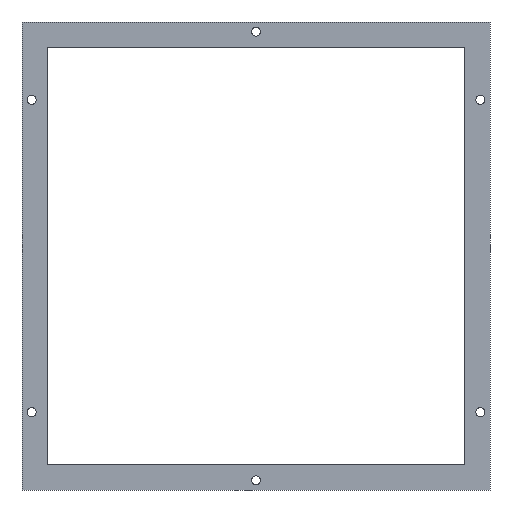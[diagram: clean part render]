
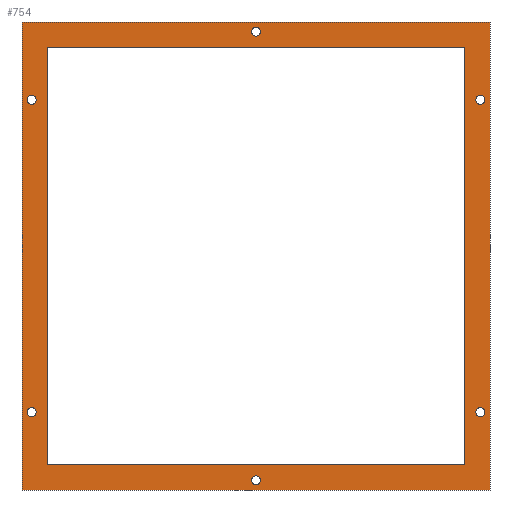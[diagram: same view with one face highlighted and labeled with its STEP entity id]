
A CAD part, front view. The second image highlights one B-rep face of the part: STEP entity #754.
In plain terms, the highlighted planar face has unit normal (0, -1, 0).
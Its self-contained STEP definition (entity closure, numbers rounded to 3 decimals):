
#217=DIRECTION('',(0.,0.,1.));
#218=VECTOR('',#217,359.8);
#219=CARTESIAN_POINT('',(-179.9,0.,-179.9));
#220=LINE('',#219,#218);
#221=DIRECTION('',(1.,0.,0.));
#222=VECTOR('',#221,359.8);
#223=CARTESIAN_POINT('',(-179.9,0.,179.9));
#224=LINE('',#223,#222);
#225=DIRECTION('',(0.,0.,-1.));
#226=VECTOR('',#225,359.8);
#227=CARTESIAN_POINT('',(179.9,0.,179.9));
#228=LINE('',#227,#226);
#229=DIRECTION('',(-1.,0.,0.));
#230=VECTOR('',#229,359.8);
#231=CARTESIAN_POINT('',(179.9,0.,-179.9));
#232=LINE('',#231,#230);
#233=DIRECTION('',(0.,0.,1.));
#234=VECTOR('',#233,321.);
#235=CARTESIAN_POINT('',(-160.5,0.,-160.5));
#236=LINE('',#235,#234);
#237=DIRECTION('',(-1.,0.,0.));
#238=VECTOR('',#237,321.);
#239=CARTESIAN_POINT('',(160.5,0.,-160.5));
#240=LINE('',#239,#238);
#241=DIRECTION('',(0.,0.,-1.));
#242=VECTOR('',#241,321.);
#243=CARTESIAN_POINT('',(160.5,0.,160.5));
#244=LINE('',#243,#242);
#245=DIRECTION('',(1.,0.,0.));
#246=VECTOR('',#245,321.);
#247=CARTESIAN_POINT('',(-160.5,0.,160.5));
#248=LINE('',#247,#246);
#249=CARTESIAN_POINT('',(0.,0.,-172.5));
#250=DIRECTION('',(0.,1.,0.));
#251=DIRECTION('',(1.,0.,0.));
#252=AXIS2_PLACEMENT_3D('',#249,#250,#251);
#254=CARTESIAN_POINT('',(0.,0.,-172.5));
#255=DIRECTION('',(0.,1.,0.));
#256=DIRECTION('',(-1.,0.,0.));
#257=AXIS2_PLACEMENT_3D('',#254,#255,#256);
#259=CARTESIAN_POINT('',(-172.5,0.,-120.));
#260=DIRECTION('',(0.,1.,0.));
#261=DIRECTION('',(1.,0.,0.));
#262=AXIS2_PLACEMENT_3D('',#259,#260,#261);
#264=CARTESIAN_POINT('',(-172.5,0.,-120.));
#265=DIRECTION('',(0.,1.,0.));
#266=DIRECTION('',(-1.,0.,0.));
#267=AXIS2_PLACEMENT_3D('',#264,#265,#266);
#269=CARTESIAN_POINT('',(172.5,0.,-120.));
#270=DIRECTION('',(0.,1.,0.));
#271=DIRECTION('',(1.,0.,0.));
#272=AXIS2_PLACEMENT_3D('',#269,#270,#271);
#274=CARTESIAN_POINT('',(172.5,0.,-120.));
#275=DIRECTION('',(0.,1.,0.));
#276=DIRECTION('',(-1.,0.,0.));
#277=AXIS2_PLACEMENT_3D('',#274,#275,#276);
#279=CARTESIAN_POINT('',(0.,0.,172.5));
#280=DIRECTION('',(0.,-1.,0.));
#281=DIRECTION('',(1.,0.,0.));
#282=AXIS2_PLACEMENT_3D('',#279,#280,#281);
#284=CARTESIAN_POINT('',(0.,0.,172.5));
#285=DIRECTION('',(0.,-1.,0.));
#286=DIRECTION('',(-1.,0.,0.));
#287=AXIS2_PLACEMENT_3D('',#284,#285,#286);
#289=CARTESIAN_POINT('',(-172.5,0.,120.));
#290=DIRECTION('',(0.,-1.,0.));
#291=DIRECTION('',(1.,0.,0.));
#292=AXIS2_PLACEMENT_3D('',#289,#290,#291);
#294=CARTESIAN_POINT('',(-172.5,0.,120.));
#295=DIRECTION('',(0.,-1.,0.));
#296=DIRECTION('',(-1.,0.,0.));
#297=AXIS2_PLACEMENT_3D('',#294,#295,#296);
#299=CARTESIAN_POINT('',(172.5,0.,120.));
#300=DIRECTION('',(0.,-1.,0.));
#301=DIRECTION('',(1.,0.,0.));
#302=AXIS2_PLACEMENT_3D('',#299,#300,#301);
#304=CARTESIAN_POINT('',(172.5,0.,120.));
#305=DIRECTION('',(0.,-1.,0.));
#306=DIRECTION('',(-1.,0.,0.));
#307=AXIS2_PLACEMENT_3D('',#304,#305,#306);
#589=CARTESIAN_POINT('',(-179.9,0.,-179.9));
#590=CARTESIAN_POINT('',(-179.9,0.,179.9));
#591=VERTEX_POINT('',#589);
#592=VERTEX_POINT('',#590);
#593=CARTESIAN_POINT('',(179.9,0.,179.9));
#594=VERTEX_POINT('',#593);
#595=CARTESIAN_POINT('',(179.9,0.,-179.9));
#596=VERTEX_POINT('',#595);
#605=CARTESIAN_POINT('',(-160.5,0.,-160.5));
#606=CARTESIAN_POINT('',(-160.5,0.,160.5));
#607=VERTEX_POINT('',#605);
#608=VERTEX_POINT('',#606);
#609=CARTESIAN_POINT('',(160.5,0.,160.5));
#610=VERTEX_POINT('',#609);
#611=CARTESIAN_POINT('',(160.5,0.,-160.5));
#612=VERTEX_POINT('',#611);
#621=CARTESIAN_POINT('',(3.5,0.,-172.5));
#622=CARTESIAN_POINT('',(-3.5,0.,-172.5));
#623=VERTEX_POINT('',#621);
#624=VERTEX_POINT('',#622);
#625=CARTESIAN_POINT('',(-169.,0.,-120.));
#626=CARTESIAN_POINT('',(-176.,0.,-120.));
#627=VERTEX_POINT('',#625);
#628=VERTEX_POINT('',#626);
#629=CARTESIAN_POINT('',(176.,0.,-120.));
#630=CARTESIAN_POINT('',(169.,0.,-120.));
#631=VERTEX_POINT('',#629);
#632=VERTEX_POINT('',#630);
#657=CARTESIAN_POINT('',(3.5,0.,172.5));
#658=CARTESIAN_POINT('',(-3.5,0.,172.5));
#659=VERTEX_POINT('',#657);
#660=VERTEX_POINT('',#658);
#661=CARTESIAN_POINT('',(-169.,0.,120.));
#662=CARTESIAN_POINT('',(-176.,0.,120.));
#663=VERTEX_POINT('',#661);
#664=VERTEX_POINT('',#662);
#665=CARTESIAN_POINT('',(176.,0.,120.));
#666=CARTESIAN_POINT('',(169.,0.,120.));
#667=VERTEX_POINT('',#665);
#668=VERTEX_POINT('',#666);
#693=CARTESIAN_POINT('',(0.,0.,0.));
#694=DIRECTION('',(0.,1.,0.));
#695=DIRECTION('',(1.,0.,0.));
#696=AXIS2_PLACEMENT_3D('',#693,#694,#695);
#697=PLANE('',#696);
#699=ORIENTED_EDGE('',*,*,#698,.T.);
#701=ORIENTED_EDGE('',*,*,#700,.T.);
#703=ORIENTED_EDGE('',*,*,#702,.T.);
#705=ORIENTED_EDGE('',*,*,#704,.T.);
#706=EDGE_LOOP('',(#699,#701,#703,#705));
#707=FACE_OUTER_BOUND('',#706,.F.);
#709=ORIENTED_EDGE('',*,*,#708,.F.);
#711=ORIENTED_EDGE('',*,*,#710,.F.);
#713=ORIENTED_EDGE('',*,*,#712,.F.);
#715=ORIENTED_EDGE('',*,*,#714,.F.);
#716=EDGE_LOOP('',(#709,#711,#713,#715));
#717=FACE_BOUND('',#716,.F.);
#719=ORIENTED_EDGE('',*,*,#718,.F.);
#721=ORIENTED_EDGE('',*,*,#720,.F.);
#722=EDGE_LOOP('',(#719,#721));
#723=FACE_BOUND('',#722,.F.);
#725=ORIENTED_EDGE('',*,*,#724,.F.);
#727=ORIENTED_EDGE('',*,*,#726,.F.);
#728=EDGE_LOOP('',(#725,#727));
#729=FACE_BOUND('',#728,.F.);
#731=ORIENTED_EDGE('',*,*,#730,.F.);
#733=ORIENTED_EDGE('',*,*,#732,.F.);
#734=EDGE_LOOP('',(#731,#733));
#735=FACE_BOUND('',#734,.F.);
#737=ORIENTED_EDGE('',*,*,#736,.T.);
#739=ORIENTED_EDGE('',*,*,#738,.T.);
#740=EDGE_LOOP('',(#737,#739));
#741=FACE_BOUND('',#740,.F.);
#743=ORIENTED_EDGE('',*,*,#742,.T.);
#745=ORIENTED_EDGE('',*,*,#744,.T.);
#746=EDGE_LOOP('',(#743,#745));
#747=FACE_BOUND('',#746,.F.);
#749=ORIENTED_EDGE('',*,*,#748,.T.);
#751=ORIENTED_EDGE('',*,*,#750,.T.);
#752=EDGE_LOOP('',(#749,#751));
#753=FACE_BOUND('',#752,.F.);
#253=CIRCLE('',#252,3.5);
#258=CIRCLE('',#257,3.5);
#263=CIRCLE('',#262,3.5);
#268=CIRCLE('',#267,3.5);
#273=CIRCLE('',#272,3.5);
#278=CIRCLE('',#277,3.5);
#283=CIRCLE('',#282,3.5);
#288=CIRCLE('',#287,3.5);
#293=CIRCLE('',#292,3.5);
#298=CIRCLE('',#297,3.5);
#303=CIRCLE('',#302,3.5);
#308=CIRCLE('',#307,3.5);
#698=EDGE_CURVE('',#591,#592,#220,.T.);
#700=EDGE_CURVE('',#592,#594,#224,.T.);
#702=EDGE_CURVE('',#594,#596,#228,.T.);
#704=EDGE_CURVE('',#596,#591,#232,.T.);
#708=EDGE_CURVE('',#607,#608,#236,.T.);
#710=EDGE_CURVE('',#612,#607,#240,.T.);
#712=EDGE_CURVE('',#610,#612,#244,.T.);
#714=EDGE_CURVE('',#608,#610,#248,.T.);
#718=EDGE_CURVE('',#623,#624,#253,.T.);
#720=EDGE_CURVE('',#624,#623,#258,.T.);
#724=EDGE_CURVE('',#627,#628,#263,.T.);
#726=EDGE_CURVE('',#628,#627,#268,.T.);
#730=EDGE_CURVE('',#631,#632,#273,.T.);
#732=EDGE_CURVE('',#632,#631,#278,.T.);
#736=EDGE_CURVE('',#659,#660,#283,.T.);
#738=EDGE_CURVE('',#660,#659,#288,.T.);
#742=EDGE_CURVE('',#663,#664,#293,.T.);
#744=EDGE_CURVE('',#664,#663,#298,.T.);
#748=EDGE_CURVE('',#667,#668,#303,.T.);
#750=EDGE_CURVE('',#668,#667,#308,.T.);
#754=ADVANCED_FACE('',(#707,#717,#723,#729,#735,#741,#747,#753),#697,.F.);
